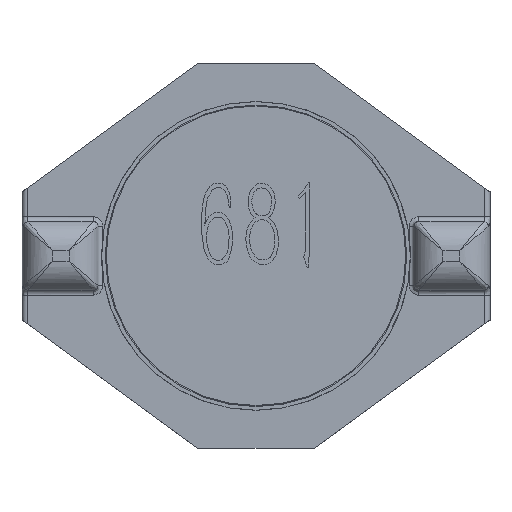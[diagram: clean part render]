
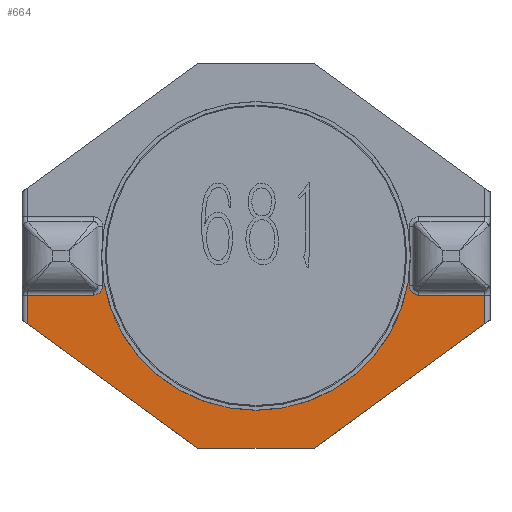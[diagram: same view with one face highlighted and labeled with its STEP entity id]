
A CAD part, top view. The second image highlights one B-rep face of the part: STEP entity #664.
In plain terms, the highlighted planar face has unit normal (0, 0, 1).
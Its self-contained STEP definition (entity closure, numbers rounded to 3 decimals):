
#87 = DIRECTION ( 'NONE',  ( 0., 1., 0. ) ) ;
#91 = CARTESIAN_POINT ( 'NONE',  ( 6.071, -0.733, 2.531 ) ) ;
#120 = EDGE_CURVE ( 'NONE', #2033, #370, #5472, .T. ) ;
#155 = VERTEX_POINT ( 'NONE', #5196 ) ;
#226 = CARTESIAN_POINT ( 'NONE',  ( 6.071, -1.169, 2.531 ) ) ;
#248 = LINE ( 'NONE', #1937, #2936 ) ;
#270 = EDGE_CURVE ( 'NONE', #155, #2033, #671, .T. ) ;
#342 = EDGE_CURVE ( 'NONE', #2073, #931, #2090, .T. ) ;
#370 = VERTEX_POINT ( 'NONE', #6040 ) ;
#437 = VERTEX_POINT ( 'NONE', #1010 ) ;
#505 = CARTESIAN_POINT ( 'NONE',  ( -9.07, -1.549, 2.531 ) ) ;
#550 = AXIS2_PLACEMENT_3D ( 'NONE', #655, #4556, #3100 ) ;
#560 = CARTESIAN_POINT ( 'NONE',  ( 0., 0., 2.531 ) ) ;
#655 = CARTESIAN_POINT ( 'NONE',  ( 0., 0., 2.531 ) ) ;
#664 = ADVANCED_FACE ( 'NONE', ( #3842 ), #2483, .F. ) ;
#671 = LINE ( 'NONE', #5980, #4893 ) ;
#712 = CARTESIAN_POINT ( 'NONE',  ( 0., -1.549, 2.531 ) ) ;
#726 = EDGE_LOOP ( 'NONE', ( #4347, #5414, #5503, #3386, #4615, #4367, #1357, #1653, #6189, #3269, #1788, #748, #2464 ) ) ;
#748 = ORIENTED_EDGE ( 'NONE', *, *, #342, .T. ) ;
#885 = VERTEX_POINT ( 'NONE', #3573 ) ;
#931 = VERTEX_POINT ( 'NONE', #1620 ) ;
#970 = VERTEX_POINT ( 'NONE', #2581 ) ;
#1010 = CARTESIAN_POINT ( 'NONE',  ( 6.071, -1.169, 2.531 ) ) ;
#1080 = EDGE_CURVE ( 'NONE', #1650, #2070, #5011, .T. ) ;
#1165 = VECTOR ( 'NONE', #2112, 1000. ) ;
#1248 = VECTOR ( 'NONE', #4644, 1000. ) ;
#1271 = VERTEX_POINT ( 'NONE', #3288 ) ;
#1344 = CARTESIAN_POINT ( 'NONE',  ( -6.11, -1.369, 2.531 ) ) ;
#1357 = ORIENTED_EDGE ( 'NONE', *, *, #120, .T. ) ;
#1367 = CARTESIAN_POINT ( 'NONE',  ( -6.451, -1.549, 2.531 ) ) ;
#1480 = CARTESIAN_POINT ( 'NONE',  ( -2.317, -7.62, 2.531 ) ) ;
#1554 = DIRECTION ( 'NONE',  ( 0., 0., -1. ) ) ;
#1620 = CARTESIAN_POINT ( 'NONE',  ( -6.071, -1.169, 2.531 ) ) ;
#1650 = VERTEX_POINT ( 'NONE', #4677 ) ;
#1653 = ORIENTED_EDGE ( 'NONE', *, *, #4652, .F. ) ;
#1722 = VECTOR ( 'NONE', #4297, 1000. ) ;
#1784 = CARTESIAN_POINT ( 'NONE',  ( 6.071, 0., 2.531 ) ) ;
#1788 = ORIENTED_EDGE ( 'NONE', *, *, #4341, .F. ) ;
#1795 = EDGE_CURVE ( 'NONE', #970, #155, #5859, .T. ) ;
#1815 = CARTESIAN_POINT ( 'NONE',  ( 0., 0., 2.531 ) ) ;
#1937 = CARTESIAN_POINT ( 'NONE',  ( -9.07, -2.556, 2.531 ) ) ;
#2033 = VERTEX_POINT ( 'NONE', #5841 ) ;
#2070 = VERTEX_POINT ( 'NONE', #505 ) ;
#2073 = VERTEX_POINT ( 'NONE', #5265 ) ;
#2090 = LINE ( 'NONE', #4660, #6167 ) ;
#2104 = CARTESIAN_POINT ( 'NONE',  ( 6.35, -1.549, 2.531 ) ) ;
#2112 = DIRECTION ( 'NONE',  ( -1., 0., 0. ) ) ;
#2163 = CARTESIAN_POINT ( 'NONE',  ( 6.11, -1.369, 2.531 ) ) ;
#2177 = CIRCLE ( 'NONE', #2681, 6.115 ) ;
#2464 = ORIENTED_EDGE ( 'NONE', *, *, #5936, .F. ) ;
#2483 = PLANE ( 'NONE',  #5257 ) ;
#2581 = CARTESIAN_POINT ( 'NONE',  ( 2.318, -7.62, 2.531 ) ) ;
#2681 = AXIS2_PLACEMENT_3D ( 'NONE', #1815, #4168, #4712 ) ;
#2785 = DIRECTION ( 'NONE',  ( 0.807, 0.59, 0. ) ) ;
#2867 = CARTESIAN_POINT ( 'NONE',  ( 2.318, -7.62, 2.531 ) ) ;
#2887 = EDGE_CURVE ( 'NONE', #885, #970, #5684, .T. ) ;
#2936 = VECTOR ( 'NONE', #3925, 1000. ) ;
#3100 = DIRECTION ( 'NONE',  ( 0., 1., 0. ) ) ;
#3204 = EDGE_CURVE ( 'NONE', #1271, #6084, #2177, .T. ) ;
#3227 = B_SPLINE_CURVE_WITH_KNOTS ( 'NONE', 3,
 ( #1367, #4736, #4311, #1344, #4714, #5216 ),
 .UNSPECIFIED., .F., .F.,
 ( 4, 2, 4 ),
 ( 0., 0., 0.001 ),
 .UNSPECIFIED. ) ;
#3229 = VECTOR ( 'NONE', #3814, 1000. ) ;
#3269 = ORIENTED_EDGE ( 'NONE', *, *, #3204, .F. ) ;
#3288 = CARTESIAN_POINT ( 'NONE',  ( 0., -6.115, 2.531 ) ) ;
#3386 = ORIENTED_EDGE ( 'NONE', *, *, #2887, .T. ) ;
#3573 = CARTESIAN_POINT ( 'NONE',  ( -2.317, -7.62, 2.531 ) ) ;
#3604 = CARTESIAN_POINT ( 'NONE',  ( 6.251, -1.51, 2.531 ) ) ;
#3690 = EDGE_CURVE ( 'NONE', #437, #6084, #4599, .T. ) ;
#3764 = EDGE_CURVE ( 'NONE', #5966, #885, #4977, .T. ) ;
#3814 = DIRECTION ( 'NONE',  ( 0., 1., 0. ) ) ;
#3842 = FACE_OUTER_BOUND ( 'NONE', #726, .T. ) ;
#3881 = CIRCLE ( 'NONE', #550, 6.115 ) ;
#3925 = DIRECTION ( 'NONE',  ( 0., -1., 0. ) ) ;
#4049 = CARTESIAN_POINT ( 'NONE',  ( 6.451, -1.549, 2.531 ) ) ;
#4089 = CARTESIAN_POINT ( 'NONE',  ( 6.071, -1.27, 2.531 ) ) ;
#4141 = CARTESIAN_POINT ( 'NONE',  ( 0., -1.549, 2.531 ) ) ;
#4168 = DIRECTION ( 'NONE',  ( 0., 0., 1. ) ) ;
#4297 = DIRECTION ( 'NONE',  ( 0.807, -0.59, 0. ) ) ;
#4311 = CARTESIAN_POINT ( 'NONE',  ( -6.251, -1.51, 2.531 ) ) ;
#4341 = EDGE_CURVE ( 'NONE', #2073, #1271, #3881, .T. ) ;
#4347 = ORIENTED_EDGE ( 'NONE', *, *, #1080, .T. ) ;
#4367 = ORIENTED_EDGE ( 'NONE', *, *, #270, .T. ) ;
#4556 = DIRECTION ( 'NONE',  ( 0., 0., 1. ) ) ;
#4599 = LINE ( 'NONE', #1784, #3229 ) ;
#4615 = ORIENTED_EDGE ( 'NONE', *, *, #1795, .T. ) ;
#4644 = DIRECTION ( 'NONE',  ( -1., 0., 0. ) ) ;
#4652 = EDGE_CURVE ( 'NONE', #437, #370, #4829, .T. ) ;
#4660 = CARTESIAN_POINT ( 'NONE',  ( -6.071, 0., 2.531 ) ) ;
#4677 = CARTESIAN_POINT ( 'NONE',  ( -6.451, -1.549, 2.531 ) ) ;
#4712 = DIRECTION ( 'NONE',  ( 0., 1., 0. ) ) ;
#4714 = CARTESIAN_POINT ( 'NONE',  ( -6.071, -1.27, 2.531 ) ) ;
#4736 = CARTESIAN_POINT ( 'NONE',  ( -6.35, -1.549, 2.531 ) ) ;
#4829 = B_SPLINE_CURVE_WITH_KNOTS ( 'NONE', 3,
 ( #226, #4089, #2163, #3604, #2104, #4049 ),
 .UNSPECIFIED., .F., .F.,
 ( 4, 2, 4 ),
 ( 0., 0., 0.001 ),
 .UNSPECIFIED. ) ;
#4893 = VECTOR ( 'NONE', #5914, 1000. ) ;
#4977 = LINE ( 'NONE', #1480, #1722 ) ;
#5011 = LINE ( 'NONE', #712, #1165 ) ;
#5082 = VECTOR ( 'NONE', #6257, 1000. ) ;
#5196 = CARTESIAN_POINT ( 'NONE',  ( 9.07, -2.686, 2.531 ) ) ;
#5216 = CARTESIAN_POINT ( 'NONE',  ( -6.071, -1.169, 2.531 ) ) ;
#5257 = AXIS2_PLACEMENT_3D ( 'NONE', #560, #1554, #87 ) ;
#5265 = CARTESIAN_POINT ( 'NONE',  ( -6.071, -0.733, 2.531 ) ) ;
#5341 = CARTESIAN_POINT ( 'NONE',  ( -9.07, -2.686, 2.531 ) ) ;
#5414 = ORIENTED_EDGE ( 'NONE', *, *, #5585, .T. ) ;
#5472 = LINE ( 'NONE', #4141, #1248 ) ;
#5503 = ORIENTED_EDGE ( 'NONE', *, *, #3764, .T. ) ;
#5585 = EDGE_CURVE ( 'NONE', #2070, #5966, #248, .T. ) ;
#5614 = DIRECTION ( 'NONE',  ( 0., -1., 0. ) ) ;
#5684 = LINE ( 'NONE', #2867, #5082 ) ;
#5841 = CARTESIAN_POINT ( 'NONE',  ( 9.07, -1.549, 2.531 ) ) ;
#5859 = LINE ( 'NONE', #6109, #6085 ) ;
#5914 = DIRECTION ( 'NONE',  ( 0., 1., 0. ) ) ;
#5936 = EDGE_CURVE ( 'NONE', #1650, #931, #3227, .T. ) ;
#5966 = VERTEX_POINT ( 'NONE', #5341 ) ;
#5980 = CARTESIAN_POINT ( 'NONE',  ( 9.07, -1.395, 2.531 ) ) ;
#6040 = CARTESIAN_POINT ( 'NONE',  ( 6.451, -1.549, 2.531 ) ) ;
#6084 = VERTEX_POINT ( 'NONE', #91 ) ;
#6085 = VECTOR ( 'NONE', #2785, 1000. ) ;
#6109 = CARTESIAN_POINT ( 'NONE',  ( 9.27, -2.54, 2.531 ) ) ;
#6167 = VECTOR ( 'NONE', #5614, 1000. ) ;
#6189 = ORIENTED_EDGE ( 'NONE', *, *, #3690, .T. ) ;
#6257 = DIRECTION ( 'NONE',  ( 1., 0., 0. ) ) ;
